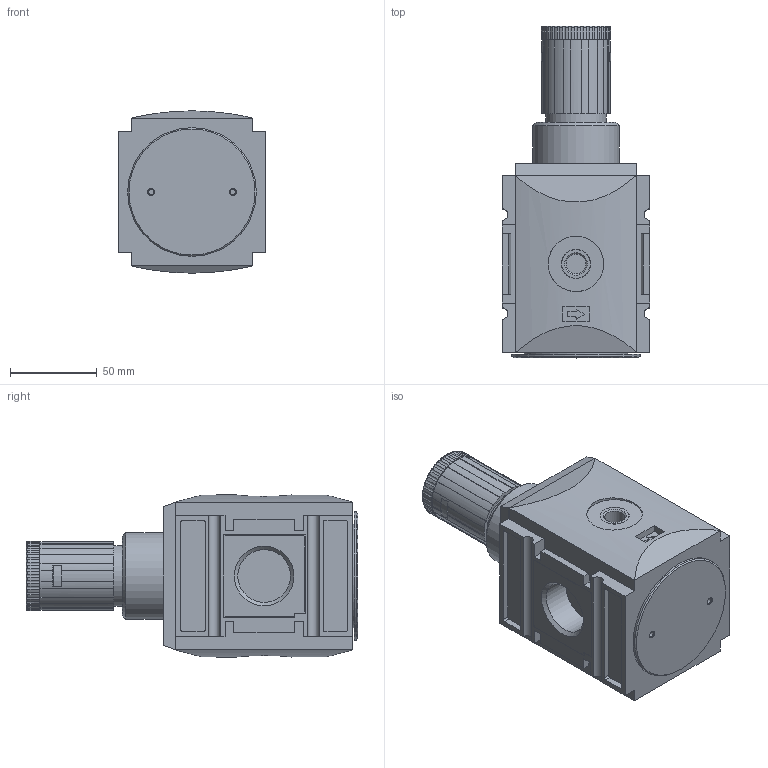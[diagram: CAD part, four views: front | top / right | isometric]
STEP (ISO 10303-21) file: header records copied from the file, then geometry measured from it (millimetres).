
FILE_DESCRIPTION( ( 'STEP AP203' ), '1' );
FILE_NAME( '91704_GG01_2_03.stp', ' ', ( ' ' ), ( ' ' ), 'PSStep 15.0.47', 'PARTsolutions', ' ' );
FILE_SCHEMA( ( 'CONFIG_CONTROL_DESIGN' ) );
Length unit declared in the file: millimetre
Products named in the file (3): 91704.GG01; _FU 71110G 1000-1; _FU 71110-3
Assembly tree (2 placements, depth 2):
  91704.GG01
    _FU 71110G 1000-1
    _FU 71110-3
Bounding box: 85 x 191 x 93.28 mm (x, y, z)
Volume: 855423 mm3; surface area: 83695.4 mm2
Topology: 2 solids, 2 shells, 454 faces, 1198 edges, 782 vertices
Faces by surface type: plane 250, cylinder 155, torus 38, cone 11
Full cylindrical faces by diameter (mm): 3.2 x2, 11.445 x1, 16.5 x2, 16.8 x2, 30.291 x2, 32 x2, 35 x1, 50 x1, 60 x1, 74 x1
Entity records: 14926 total; most frequent: CARTESIAN_POINT 3601, DIRECTION 2350, ORIENTED_EDGE 2324, EDGE_CURVE 1162, AXIS2_PLACEMENT_3D 845, VERTEX_POINT 774, LINE 660, VECTOR 660
